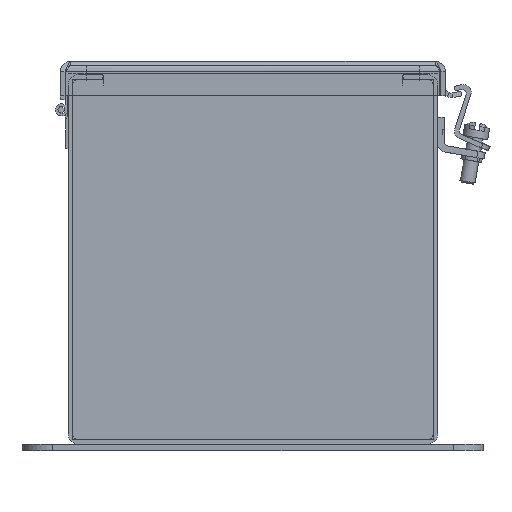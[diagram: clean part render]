
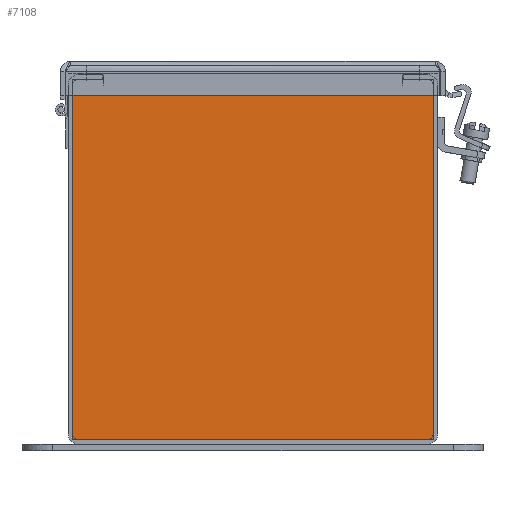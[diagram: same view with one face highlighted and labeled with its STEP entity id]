
A CAD part, left-side view. The second image highlights one B-rep face of the part: STEP entity #7108.
In plain terms, the highlighted planar face has unit normal (-1, 0, 0).
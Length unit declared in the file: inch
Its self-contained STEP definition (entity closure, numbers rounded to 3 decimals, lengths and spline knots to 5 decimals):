
#209 = ORIENTED_EDGE ( 'NONE', *, *, #43726, .T. ) ;
#300 = EDGE_CURVE ( 'NONE', #46930, #21944, #47995, .T. ) ;
#556 = EDGE_CURVE ( 'NONE', #20524, #38901, #51230, .T. ) ;
#1013 = VERTEX_POINT ( 'NONE', #11927 ) ;
#1626 = LINE ( 'NONE', #15627, #58224 ) ;
#1641 = CARTESIAN_POINT ( 'NONE',  ( -36., -2.4275, 4.58205 ) ) ;
#2453 = VERTEX_POINT ( 'NONE', #36534 ) ;
#2768 = ORIENTED_EDGE ( 'NONE', *, *, #15588, .F. ) ;
#3615 = VECTOR ( 'NONE', #57238, 39.37008 ) ;
#5484 = EDGE_CURVE ( 'NONE', #25738, #8652, #28228, .T. ) ;
#6068 = CARTESIAN_POINT ( 'NONE',  ( -36., 2.4277, 4.676 ) ) ;
#6103 = LINE ( 'NONE', #1641, #36242 ) ;
#6495 = ORIENTED_EDGE ( 'NONE', *, *, #10409, .T. ) ;
#7108 = ADVANCED_FACE ( 'NONE', ( #13526 ), #9054, .F. ) ;
#7166 = VERTEX_POINT ( 'NONE', #11686 ) ;
#7220 = CARTESIAN_POINT ( 'NONE',  ( -36., 0., 4.676 ) ) ;
#7262 = DIRECTION ( 'NONE',  ( 0., -1., 0. ) ) ;
#7946 = CARTESIAN_POINT ( 'NONE',  ( -36., -2.926, 1.75 ) ) ;
#8652 = VERTEX_POINT ( 'NONE', #25193 ) ;
#9054 = PLANE ( 'NONE',  #38059 ) ;
#10409 = EDGE_CURVE ( 'NONE', #2453, #24932, #6103, .T. ) ;
#10603 = DIRECTION ( 'NONE',  ( 0., 0., -1. ) ) ;
#11686 = CARTESIAN_POINT ( 'NONE',  ( -36., -2.926, 4.676 ) ) ;
#11927 = CARTESIAN_POINT ( 'NONE',  ( -36., -2.4277, 4.676 ) ) ;
#11997 = DIRECTION ( 'NONE',  ( 0., -1., 0. ) ) ;
#12754 = CARTESIAN_POINT ( 'NONE',  ( -36., 2.4275, 4.58205 ) ) ;
#13212 = LINE ( 'NONE', #31600, #22886 ) ;
#13526 = FACE_OUTER_BOUND ( 'NONE', #49473, .T. ) ;
#13910 = VECTOR ( 'NONE', #40249, 39.37008 ) ;
#15588 = EDGE_CURVE ( 'NONE', #1013, #7166, #1626, .T. ) ;
#15627 = CARTESIAN_POINT ( 'NONE',  ( -36., 0., 4.676 ) ) ;
#16024 = CARTESIAN_POINT ( 'NONE',  ( -36., 2.926, -1.176 ) ) ;
#16589 = EDGE_CURVE ( 'NONE', #7166, #46930, #43799, .T. ) ;
#17244 = EDGE_CURVE ( 'NONE', #30789, #1013, #49848, .T. ) ;
#17317 = EDGE_CURVE ( 'NONE', #38901, #8652, #43851, .T. ) ;
#17664 = VECTOR ( 'NONE', #50738, 39.37008 ) ;
#19457 = VERTEX_POINT ( 'NONE', #33111 ) ;
#19670 = ORIENTED_EDGE ( 'NONE', *, *, #16589, .F. ) ;
#19774 = DIRECTION ( 'NONE',  ( 0., 0., 1. ) ) ;
#20068 = VECTOR ( 'NONE', #51602, 39.37008 ) ;
#20455 = LINE ( 'NONE', #33229, #20068 ) ;
#20524 = VERTEX_POINT ( 'NONE', #39601 ) ;
#20709 = DIRECTION ( 'NONE',  ( 0., 0., -1. ) ) ;
#20983 = LINE ( 'NONE', #51848, #3615 ) ;
#21944 = VERTEX_POINT ( 'NONE', #16024 ) ;
#22886 = VECTOR ( 'NONE', #55041, 39.37008 ) ;
#24932 = VERTEX_POINT ( 'NONE', #58115 ) ;
#25193 = CARTESIAN_POINT ( 'NONE',  ( -36., 2.4277, 4.58205 ) ) ;
#25738 = VERTEX_POINT ( 'NONE', #6068 ) ;
#25866 = EDGE_CURVE ( 'NONE', #20524, #24932, #13212, .T. ) ;
#28228 = LINE ( 'NONE', #42336, #50004 ) ;
#30789 = VERTEX_POINT ( 'NONE', #41947 ) ;
#31600 = CARTESIAN_POINT ( 'NONE',  ( -36., 0., 4.58225 ) ) ;
#33111 = CARTESIAN_POINT ( 'NONE',  ( -36., 2.926, 4.676 ) ) ;
#33229 = CARTESIAN_POINT ( 'NONE',  ( -36., 2.926, 1.75 ) ) ;
#34084 = CARTESIAN_POINT ( 'NONE',  ( -36., 0., -1.176 ) ) ;
#34668 = ORIENTED_EDGE ( 'NONE', *, *, #17317, .T. ) ;
#34929 = ORIENTED_EDGE ( 'NONE', *, *, #51634, .F. ) ;
#35153 = DIRECTION ( 'NONE',  ( 1., 0., 0. ) ) ;
#35914 = ORIENTED_EDGE ( 'NONE', *, *, #17244, .F. ) ;
#35983 = ORIENTED_EDGE ( 'NONE', *, *, #556, .T. ) ;
#36242 = VECTOR ( 'NONE', #19774, 39.37008 ) ;
#36534 = CARTESIAN_POINT ( 'NONE',  ( -36., -2.4275, 4.58205 ) ) ;
#36798 = ORIENTED_EDGE ( 'NONE', *, *, #46653, .F. ) ;
#38059 = AXIS2_PLACEMENT_3D ( 'NONE', #57778, #35153, #53274 ) ;
#38901 = VERTEX_POINT ( 'NONE', #41574 ) ;
#39193 = LINE ( 'NONE', #7220, #54964 ) ;
#39601 = CARTESIAN_POINT ( 'NONE',  ( -36., 2.4275, 4.58225 ) ) ;
#40249 = DIRECTION ( 'NONE',  ( 0., 1., 0. ) ) ;
#41574 = CARTESIAN_POINT ( 'NONE',  ( -36., 2.4275, 4.58205 ) ) ;
#41947 = CARTESIAN_POINT ( 'NONE',  ( -36., -2.4277, 4.58205 ) ) ;
#42336 = CARTESIAN_POINT ( 'NONE',  ( -36., 2.4277, 1.75 ) ) ;
#43726 = EDGE_CURVE ( 'NONE', #30789, #2453, #20983, .T. ) ;
#43799 = LINE ( 'NONE', #7946, #51645 ) ;
#43825 = DIRECTION ( 'NONE',  ( 0., 1., 0. ) ) ;
#43851 = LINE ( 'NONE', #12754, #13910 ) ;
#44455 = ORIENTED_EDGE ( 'NONE', *, *, #25866, .F. ) ;
#44813 = ORIENTED_EDGE ( 'NONE', *, *, #5484, .F. ) ;
#46167 = CARTESIAN_POINT ( 'NONE',  ( -36., 2.4275, 4.676 ) ) ;
#46653 = EDGE_CURVE ( 'NONE', #21944, #19457, #20455, .T. ) ;
#46820 = DIRECTION ( 'NONE',  ( 0., 0., -1. ) ) ;
#46930 = VERTEX_POINT ( 'NONE', #57224 ) ;
#47995 = LINE ( 'NONE', #34084, #53828 ) ;
#49473 = EDGE_LOOP ( 'NONE', ( #209, #6495, #44455, #35983, #34668, #44813, #34929, #36798, #53444, #19670, #2768, #35914 ) ) ;
#49848 = LINE ( 'NONE', #54359, #17664 ) ;
#50004 = VECTOR ( 'NONE', #46820, 39.37008 ) ;
#50738 = DIRECTION ( 'NONE',  ( 0., 0., 1. ) ) ;
#51230 = LINE ( 'NONE', #46167, #55956 ) ;
#51602 = DIRECTION ( 'NONE',  ( 0., 0., 1. ) ) ;
#51634 = EDGE_CURVE ( 'NONE', #19457, #25738, #39193, .T. ) ;
#51645 = VECTOR ( 'NONE', #20709, 39.37008 ) ;
#51848 = CARTESIAN_POINT ( 'NONE',  ( -36., -2.4277, 4.58205 ) ) ;
#53274 = DIRECTION ( 'NONE',  ( 0., 1., 0. ) ) ;
#53444 = ORIENTED_EDGE ( 'NONE', *, *, #300, .F. ) ;
#53828 = VECTOR ( 'NONE', #43825, 39.37008 ) ;
#54359 = CARTESIAN_POINT ( 'NONE',  ( -36., -2.4277, 1.75 ) ) ;
#54964 = VECTOR ( 'NONE', #11997, 39.37008 ) ;
#55041 = DIRECTION ( 'NONE',  ( 0., -1., 0. ) ) ;
#55956 = VECTOR ( 'NONE', #10603, 39.37008 ) ;
#57224 = CARTESIAN_POINT ( 'NONE',  ( -36., -2.926, -1.176 ) ) ;
#57238 = DIRECTION ( 'NONE',  ( 0., 1., 0. ) ) ;
#57778 = CARTESIAN_POINT ( 'NONE',  ( -36., 0., 1.75 ) ) ;
#58115 = CARTESIAN_POINT ( 'NONE',  ( -36., -2.4275, 4.58225 ) ) ;
#58224 = VECTOR ( 'NONE', #7262, 39.37008 ) ;
